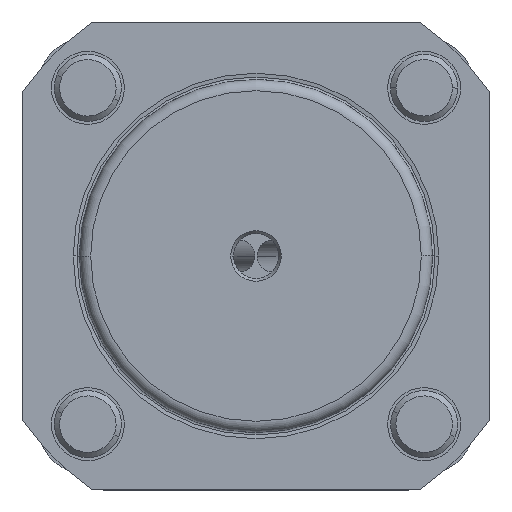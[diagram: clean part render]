
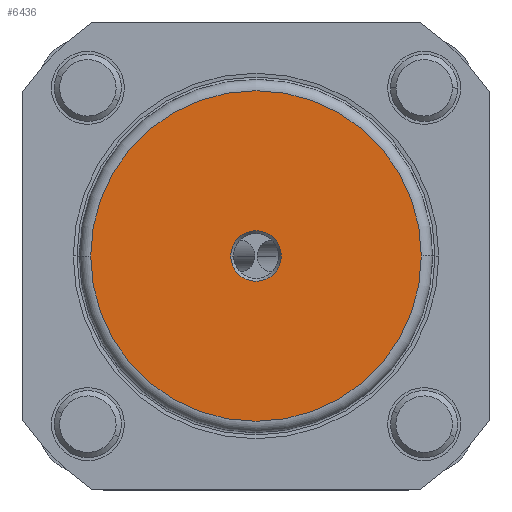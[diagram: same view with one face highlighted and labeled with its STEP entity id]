
A CAD part, left-side view. The second image highlights one B-rep face of the part: STEP entity #6436.
In plain terms, the highlighted planar face has unit normal (-1, 0, 0).
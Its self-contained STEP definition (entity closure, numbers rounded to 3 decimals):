
#304 = CARTESIAN_POINT ( 'NONE',  ( -60., -29.5, 0. ) ) ;
#335 = AXIS2_PLACEMENT_3D ( 'NONE', #1577, #3532, #7236 ) ;
#513 = CIRCLE ( 'NONE', #8299, 4.5 ) ;
#927 = VERTEX_POINT ( 'NONE', #304 ) ;
#1196 = CARTESIAN_POINT ( 'NONE',  ( -60., 4.5, 0. ) ) ;
#1528 = VERTEX_POINT ( 'NONE', #10196 ) ;
#1577 = CARTESIAN_POINT ( 'NONE',  ( -60., 29.5, 0. ) ) ;
#2014 = DIRECTION ( 'NONE',  ( 1., 0., 0. ) ) ;
#2453 = CARTESIAN_POINT ( 'NONE',  ( -60., 0., 0. ) ) ;
#2756 = AXIS2_PLACEMENT_3D ( 'NONE', #2453, #3251, #6168 ) ;
#3251 = DIRECTION ( 'NONE',  ( 1., 0., 0. ) ) ;
#3405 = FACE_OUTER_BOUND ( 'NONE', #7118, .T. ) ;
#3532 = DIRECTION ( 'NONE',  ( -1., 0., 0. ) ) ;
#4729 = EDGE_LOOP ( 'NONE', ( #7831, #4741 ) ) ;
#4741 = ORIENTED_EDGE ( 'NONE', *, *, #6086, .T. ) ;
#6086 = EDGE_CURVE ( 'NONE', #6716, #8619, #513, .T. ) ;
#6105 = DIRECTION ( 'NONE',  ( 1., 0., 0. ) ) ;
#6168 = DIRECTION ( 'NONE',  ( 0., 1., 0. ) ) ;
#6426 = CIRCLE ( 'NONE', #7591, 29.5 ) ;
#6436 = ADVANCED_FACE ( 'NONE', ( #11836, #3405 ), #10984, .T. ) ;
#6638 = CIRCLE ( 'NONE', #2756, 4.5 ) ;
#6716 = VERTEX_POINT ( 'NONE', #1196 ) ;
#6821 = CARTESIAN_POINT ( 'NONE',  ( -60., -4.5, 0. ) ) ;
#6938 = DIRECTION ( 'NONE',  ( 0., 1., 0. ) ) ;
#7118 = EDGE_LOOP ( 'NONE', ( #11929, #11276 ) ) ;
#7212 = CIRCLE ( 'NONE', #10502, 29.5 ) ;
#7236 = DIRECTION ( 'NONE',  ( 0., -1., 0. ) ) ;
#7489 = DIRECTION ( 'NONE',  ( 0., 1., 0. ) ) ;
#7591 = AXIS2_PLACEMENT_3D ( 'NONE', #11532, #7918, #6938 ) ;
#7831 = ORIENTED_EDGE ( 'NONE', *, *, #10240, .T. ) ;
#7918 = DIRECTION ( 'NONE',  ( 1., 0., 0. ) ) ;
#8299 = AXIS2_PLACEMENT_3D ( 'NONE', #9430, #2014, #7489 ) ;
#8619 = VERTEX_POINT ( 'NONE', #6821 ) ;
#9430 = CARTESIAN_POINT ( 'NONE',  ( -60., 0., 0. ) ) ;
#9756 = CARTESIAN_POINT ( 'NONE',  ( -60., 0., 0. ) ) ;
#9874 = DIRECTION ( 'NONE',  ( 0., 1., 0. ) ) ;
#10196 = CARTESIAN_POINT ( 'NONE',  ( -60., 29.5, 0. ) ) ;
#10240 = EDGE_CURVE ( 'NONE', #8619, #6716, #6638, .T. ) ;
#10502 = AXIS2_PLACEMENT_3D ( 'NONE', #9756, #6105, #9874 ) ;
#10505 = EDGE_CURVE ( 'NONE', #1528, #927, #7212, .T. ) ;
#10984 = PLANE ( 'NONE',  #335 ) ;
#11056 = EDGE_CURVE ( 'NONE', #927, #1528, #6426, .T. ) ;
#11276 = ORIENTED_EDGE ( 'NONE', *, *, #11056, .F. ) ;
#11532 = CARTESIAN_POINT ( 'NONE',  ( -60., 0., 0. ) ) ;
#11836 = FACE_BOUND ( 'NONE', #4729, .T. ) ;
#11929 = ORIENTED_EDGE ( 'NONE', *, *, #10505, .F. ) ;
